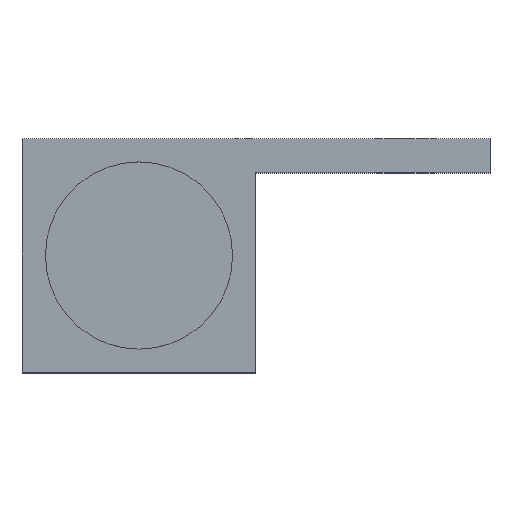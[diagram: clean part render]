
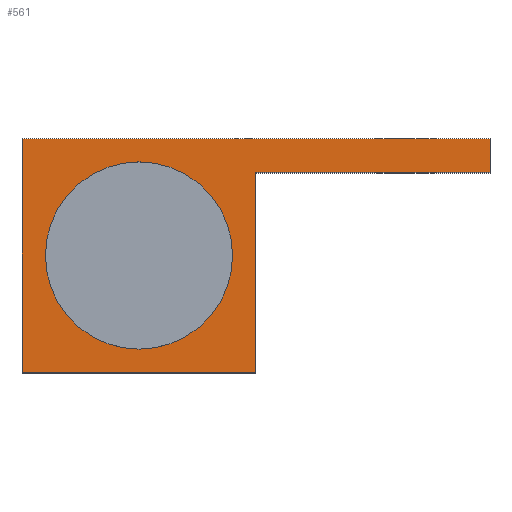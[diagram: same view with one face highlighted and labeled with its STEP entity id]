
A CAD part, top view. The second image highlights one B-rep face of the part: STEP entity #561.
In plain terms, the highlighted planar face has unit normal (0, 0, 1).
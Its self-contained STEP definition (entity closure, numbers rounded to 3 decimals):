
#360=CARTESIAN_POINT('POINT2082',(-19.142,-6.25,6.));
#361=VERTEX_POINT('VERTEX2082',#360);
#368=CARTESIAN_POINT('POINT2083',(-9.142,-6.25,6.));
#369=VERTEX_POINT('VERTEX2083',#368);
#370=CARTESIAN_POINT('POS3064',(-14.142,-6.25,6.));
#371=DIRECTION('DIR4985',(0.,0.,-1.));
#372=DIRECTION('DIR4986',(-1.,0.,0.));
#373=AXIS2_PLACEMENT_3D('AXIS1922',#370,#371,#372);
#374=CIRCLE('ELLIPSE1059',#373,5.);
#375=EDGE_CURVE('EDGE3322',#369,#361,#374,.T.);
#395=EDGE_CURVE('EDGE3324',#361,#369,#374,.T.);
#502=ORIENTED_EDGE('COEDGE6663',*,*,#395,.T.);
#503=ORIENTED_EDGE('COEDGE6664',*,*,#375,.T.);
#504=EDGE_LOOP('NONE',(#502,#503));
#505=FACE_BOUND('LOOP1',#504,.T.);
#506=CARTESIAN_POINT('POINT2092',(-7.892,-12.5,6.));
#507=VERTEX_POINT('VERTEX2092',#506);
#508=CARTESIAN_POINT('POINT2093',(-7.892,-1.8,6.));
#509=VERTEX_POINT('VERTEX2093',#508);
#510=CARTESIAN_POINT('POS3077',(-7.892,-7.15,6.));
#511=DIRECTION('DIR5006',(0.,1.,0.));
#512=VECTOR('VEC1148',#511,1.);
#513=LINE('STRAIGHT1148',#510,#512);
#514=EDGE_CURVE('EDGE3337',#507,#509,#513,.T.);
#515=ORIENTED_EDGE('COEDGE6665',*,*,#514,.T.);
#516=CARTESIAN_POINT('POINT2094',(4.608,-1.8,6.));
#517=VERTEX_POINT('VERTEX2094',#516);
#518=CARTESIAN_POINT('POS3078',(-1.642,-1.8,6.));
#519=DIRECTION('DIR5007',(1.,0.,0.));
#520=VECTOR('VEC1149',#519,1.);
#521=LINE('STRAIGHT1149',#518,#520);
#522=EDGE_CURVE('EDGE3338',#509,#517,#521,.T.);
#523=ORIENTED_EDGE('COEDGE6666',*,*,#522,.T.);
#524=CARTESIAN_POINT('POINT2095',(4.608,0.,
   6.));
#525=VERTEX_POINT('VERTEX2095',#524);
#526=CARTESIAN_POINT('POS3079',(4.608,-6.25,6.));
#527=DIRECTION('DIR5008',(0.,-1.,0.));
#528=VECTOR('VEC1150',#527,1.);
#529=LINE('STRAIGHT1150',#526,#528);
#530=EDGE_CURVE('EDGE3339',#525,#517,#529,.T.);
#531=ORIENTED_EDGE('COEDGE6667',*,*,#530,.F.);
#532=CARTESIAN_POINT('POINT2096',(-20.392,0.,
   6.));
#533=VERTEX_POINT('VERTEX2096',#532);
#534=CARTESIAN_POINT('POS3080',(-7.892,0.,
   6.));
#535=DIRECTION('DIR5009',(-1.,0.,0.));
#536=VECTOR('VEC1151',#535,1.);
#537=LINE('STRAIGHT1151',#534,#536);
#538=EDGE_CURVE('EDGE3340',#525,#533,#537,.T.);
#539=ORIENTED_EDGE('COEDGE6668',*,*,#538,.T.);
#540=CARTESIAN_POINT('POINT2097',(-20.392,-12.5,6.));
#541=VERTEX_POINT('VERTEX2097',#540);
#542=CARTESIAN_POINT('POS3081',(-20.392,-6.25,6.));
#543=DIRECTION('DIR5010',(0.,1.,0.));
#544=VECTOR('VEC1152',#543,1.);
#545=LINE('STRAIGHT1152',#542,#544);
#546=EDGE_CURVE('EDGE3341',#541,#533,#545,.T.);
#547=ORIENTED_EDGE('COEDGE6669',*,*,#546,.F.);
#548=CARTESIAN_POINT('POS3082',(-7.892,-12.5,6.));
#549=DIRECTION('DIR5011',(-1.,0.,0.));
#550=VECTOR('VEC1153',#549,1.);
#551=LINE('STRAIGHT1153',#548,#550);
#552=EDGE_CURVE('EDGE3342',#507,#541,#551,.T.);
#553=ORIENTED_EDGE('COEDGE6670',*,*,#552,.F.);
#554=EDGE_LOOP('NONE',(#515,#523,#531,#539,#547,#553));
#555=FACE_BOUND('LOOP1',#554,.T.);
#556=CARTESIAN_POINT('POS3083',(-7.892,-6.25,6.));
#557=DIRECTION('DIR5012',(0.,0.,-1.));
#558=DIRECTION('DIR5013',(1.,0.,0.));
#559=AXIS2_PLACEMENT_3D('AXIS1930',#556,#557,#558);
#560=PLANE('PLANE438',#559);
#561=ADVANCED_FACE('FACE1488',(#505,#555),#560,.F.);
